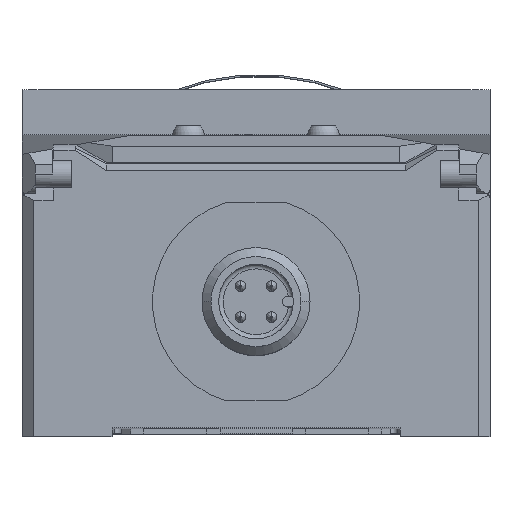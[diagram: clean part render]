
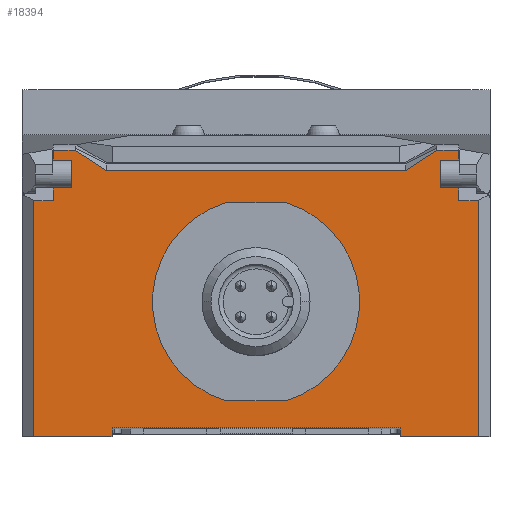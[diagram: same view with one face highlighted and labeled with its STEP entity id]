
A CAD part, top view. The second image highlights one B-rep face of the part: STEP entity #18394.
In plain terms, the highlighted planar face has unit normal (0, 0, 1).
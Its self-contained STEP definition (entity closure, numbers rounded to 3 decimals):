
#129=DIRECTION('',(1.,0.,0.));
#130=VECTOR('',#129,32.);
#131=CARTESIAN_POINT('',(-16.,0.,83.1));
#132=LINE('',#131,#130);
#1003=CARTESIAN_POINT('',(0.,14.,83.1));
#1004=DIRECTION('',(0.,0.,1.));
#1005=DIRECTION('',(0.,1.,0.));
#1006=AXIS2_PLACEMENT_3D('',#1003,#1004,#1005);
#1011=CARTESIAN_POINT('',(0.,14.,83.1));
#1012=DIRECTION('',(0.,0.,1.));
#1013=DIRECTION('',(0.,-1.,0.));
#1014=AXIS2_PLACEMENT_3D('',#1011,#1012,#1013);
#1019=DIRECTION('',(0.,-1.,0.));
#1020=VECTOR('',#1019,1.);
#1021=CARTESIAN_POINT('',(-16.,0.,83.1));
#1022=LINE('',#1021,#1020);
#1026=DIRECTION('',(1.,0.,0.));
#1027=VECTOR('',#1026,2.211);
#1028=CARTESIAN_POINT('',(-24.711,25.256,83.1));
#1029=LINE('',#1028,#1027);
#1033=DIRECTION('',(0.,1.,0.));
#1034=VECTOR('',#1033,1.394);
#1035=CARTESIAN_POINT('',(-22.5,25.256,83.1));
#1036=LINE('',#1035,#1034);
#1040=DIRECTION('',(-1.,0.,0.));
#1041=VECTOR('',#1040,2.);
#1042=CARTESIAN_POINT('',(-20.5,26.65,83.1));
#1043=LINE('',#1042,#1041);
#1047=DIRECTION('',(0.,1.,0.));
#1048=VECTOR('',#1047,3.1);
#1049=CARTESIAN_POINT('',(-20.5,26.65,83.1));
#1050=LINE('',#1049,#1048);
#1054=DIRECTION('',(-1.,0.,0.));
#1055=VECTOR('',#1054,2.);
#1056=CARTESIAN_POINT('',(-20.5,29.75,83.1));
#1057=LINE('',#1056,#1055);
#1061=DIRECTION('',(0.835,-0.55,0.));
#1062=VECTOR('',#1061,4.146);
#1063=CARTESIAN_POINT('',(-20.088,30.825,83.1));
#1064=LINE('',#1063,#1062);
#1068=DIRECTION('',(1.,0.,0.));
#1069=VECTOR('',#1068,33.247);
#1070=CARTESIAN_POINT('',(-16.623,28.546,83.1));
#1071=LINE('',#1070,#1069);
#1075=DIRECTION('',(-0.835,-0.55,0.));
#1076=VECTOR('',#1075,4.146);
#1077=CARTESIAN_POINT('',(20.088,30.825,83.1));
#1078=LINE('',#1077,#1076);
#1082=DIRECTION('',(1.,0.,0.));
#1083=VECTOR('',#1082,2.);
#1084=CARTESIAN_POINT('',(20.5,29.75,83.1));
#1085=LINE('',#1084,#1083);
#1089=DIRECTION('',(0.,1.,0.));
#1090=VECTOR('',#1089,3.1);
#1091=CARTESIAN_POINT('',(20.5,26.65,83.1));
#1092=LINE('',#1091,#1090);
#1096=DIRECTION('',(1.,0.,0.));
#1097=VECTOR('',#1096,2.);
#1098=CARTESIAN_POINT('',(20.5,26.65,83.1));
#1099=LINE('',#1098,#1097);
#1103=DIRECTION('',(0.,1.,0.));
#1104=VECTOR('',#1103,1.394);
#1105=CARTESIAN_POINT('',(22.5,25.256,83.1));
#1106=LINE('',#1105,#1104);
#1110=DIRECTION('',(-1.,0.,0.));
#1111=VECTOR('',#1110,2.211);
#1112=CARTESIAN_POINT('',(24.711,25.256,83.1));
#1113=LINE('',#1112,#1111);
#1117=DIRECTION('',(0.,-1.,0.));
#1118=VECTOR('',#1117,26.256);
#1119=CARTESIAN_POINT('',(24.711,25.256,83.1));
#1120=LINE('',#1119,#1118);
#1896=DIRECTION('',(0.,1.,0.));
#1897=VECTOR('',#1896,1.075);
#1898=CARTESIAN_POINT('',(22.5,29.75,83.1));
#1899=LINE('',#1898,#1897);
#1926=DIRECTION('',(-1.,0.,0.));
#1927=VECTOR('',#1926,2.412);
#1928=CARTESIAN_POINT('',(22.5,30.825,83.1));
#1929=LINE('',#1928,#1927);
#2109=DIRECTION('',(0.,1.,0.));
#2110=VECTOR('',#2109,1.075);
#2111=CARTESIAN_POINT('',(-22.5,29.75,83.1));
#2112=LINE('',#2111,#2110);
#2139=DIRECTION('',(1.,0.,0.));
#2140=VECTOR('',#2139,2.412);
#2141=CARTESIAN_POINT('',(-22.5,30.825,83.1));
#2142=LINE('',#2141,#2140);
#6733=DIRECTION('',(0.,-1.,0.));
#6734=VECTOR('',#6733,26.256);
#6735=CARTESIAN_POINT('',(-24.711,25.256,83.1));
#6736=LINE('',#6735,#6734);
#6859=DIRECTION('',(0.,-1.,0.));
#6860=VECTOR('',#6859,1.);
#6861=CARTESIAN_POINT('',(16.,0.,83.1));
#6862=LINE('',#6861,#6860);
#6901=DIRECTION('',(-1.,0.,0.));
#6902=VECTOR('',#6901,8.711);
#6903=CARTESIAN_POINT('',(24.711,-1.,83.1));
#6904=LINE('',#6903,#6902);
#6964=DIRECTION('',(-1.,0.,0.));
#6965=VECTOR('',#6964,8.711);
#6966=CARTESIAN_POINT('',(-16.,-1.,83.1));
#6967=LINE('',#6966,#6965);
#15276=CARTESIAN_POINT('',(22.5,30.825,83.1));
#15278=VERTEX_POINT('',#15276);
#15290=CARTESIAN_POINT('',(16.623,28.546,83.1));
#15291=VERTEX_POINT('',#15290);
#15296=CARTESIAN_POINT('',(20.088,30.825,83.1));
#15297=VERTEX_POINT('',#15296);
#15302=CARTESIAN_POINT('',(20.5,26.65,83.1));
#15303=CARTESIAN_POINT('',(20.5,29.75,83.1));
#15304=VERTEX_POINT('',#15302);
#15305=VERTEX_POINT('',#15303);
#15306=CARTESIAN_POINT('',(22.5,29.75,83.1));
#15307=VERTEX_POINT('',#15306);
#15314=CARTESIAN_POINT('',(22.5,25.256,83.1));
#15315=CARTESIAN_POINT('',(22.5,26.65,83.1));
#15316=VERTEX_POINT('',#15314);
#15317=VERTEX_POINT('',#15315);
#15324=CARTESIAN_POINT('',(-22.5,30.825,83.1));
#15326=VERTEX_POINT('',#15324);
#15338=CARTESIAN_POINT('',(-16.623,28.546,83.1));
#15339=VERTEX_POINT('',#15338);
#15344=CARTESIAN_POINT('',(-20.088,30.825,83.1));
#15345=VERTEX_POINT('',#15344);
#15350=CARTESIAN_POINT('',(-20.5,26.65,83.1));
#15351=CARTESIAN_POINT('',(-20.5,29.75,83.1));
#15352=VERTEX_POINT('',#15350);
#15353=VERTEX_POINT('',#15351);
#15354=CARTESIAN_POINT('',(-22.5,29.75,83.1));
#15355=VERTEX_POINT('',#15354);
#15362=CARTESIAN_POINT('',(-22.5,25.256,83.1));
#15363=CARTESIAN_POINT('',(-22.5,26.65,83.1));
#15364=VERTEX_POINT('',#15362);
#15365=VERTEX_POINT('',#15363);
#15608=CARTESIAN_POINT('',(0.,23.19,83.1));
#15609=CARTESIAN_POINT('',(0.,4.81,83.1));
#15610=VERTEX_POINT('',#15608);
#15611=VERTEX_POINT('',#15609);
#15904=CARTESIAN_POINT('',(24.711,25.256,83.1));
#15905=VERTEX_POINT('',#15904);
#15906=CARTESIAN_POINT('',(-24.711,25.256,83.1));
#15907=VERTEX_POINT('',#15906);
#15922=CARTESIAN_POINT('',(24.711,-1.,83.1));
#15923=VERTEX_POINT('',#15922);
#15924=CARTESIAN_POINT('',(16.,-1.,83.1));
#15925=VERTEX_POINT('',#15924);
#15929=CARTESIAN_POINT('',(-16.,-1.,83.1));
#15931=VERTEX_POINT('',#15929);
#15932=CARTESIAN_POINT('',(-24.711,-1.,83.1));
#15933=VERTEX_POINT('',#15932);
#15944=CARTESIAN_POINT('',(16.,0.,83.1));
#15946=VERTEX_POINT('',#15944);
#15948=CARTESIAN_POINT('',(-16.,0.,83.1));
#15950=VERTEX_POINT('',#15948);
#18334=CARTESIAN_POINT('',(-26.,0.,83.1));
#18335=DIRECTION('',(0.,0.,1.));
#18336=DIRECTION('',(1.,0.,0.));
#18337=AXIS2_PLACEMENT_3D('',#18334,#18335,#18336);
#18338=PLANE('',#18337);
#18339=ORIENTED_EDGE('',*,*,#17999,.F.);
#18341=ORIENTED_EDGE('',*,*,#18340,.T.);
#18343=ORIENTED_EDGE('',*,*,#18342,.T.);
#18345=ORIENTED_EDGE('',*,*,#18344,.F.);
#18347=ORIENTED_EDGE('',*,*,#18346,.T.);
#18349=ORIENTED_EDGE('',*,*,#18348,.T.);
#18351=ORIENTED_EDGE('',*,*,#18350,.F.);
#18353=ORIENTED_EDGE('',*,*,#18352,.T.);
#18355=ORIENTED_EDGE('',*,*,#18354,.T.);
#18357=ORIENTED_EDGE('',*,*,#18356,.T.);
#18359=ORIENTED_EDGE('',*,*,#18358,.T.);
#18361=ORIENTED_EDGE('',*,*,#18360,.T.);
#18363=ORIENTED_EDGE('',*,*,#18362,.T.);
#18365=ORIENTED_EDGE('',*,*,#18364,.F.);
#18367=ORIENTED_EDGE('',*,*,#18366,.F.);
#18369=ORIENTED_EDGE('',*,*,#18368,.F.);
#18371=ORIENTED_EDGE('',*,*,#18370,.F.);
#18373=ORIENTED_EDGE('',*,*,#18372,.F.);
#18375=ORIENTED_EDGE('',*,*,#18374,.T.);
#18377=ORIENTED_EDGE('',*,*,#18376,.F.);
#18379=ORIENTED_EDGE('',*,*,#18378,.F.);
#18381=ORIENTED_EDGE('',*,*,#18380,.T.);
#18383=ORIENTED_EDGE('',*,*,#18382,.T.);
#18385=ORIENTED_EDGE('',*,*,#18384,.F.);
#18386=EDGE_LOOP('',(#18339,#18341,#18343,#18345,#18347,#18349,#18351,#18353,
#18355,#18357,#18359,#18361,#18363,#18365,#18367,#18369,#18371,#18373,#18375,
#18377,#18379,#18381,#18383,#18385));
#18387=FACE_OUTER_BOUND('',#18386,.F.);
#18389=ORIENTED_EDGE('',*,*,#18388,.T.);
#18391=ORIENTED_EDGE('',*,*,#18390,.T.);
#18392=EDGE_LOOP('',(#18389,#18391));
#18393=FACE_BOUND('',#18392,.F.);
#18394=ADVANCED_FACE('',(#18387,#18393),#18338,.T.);
#1007=CIRCLE('',#1006,9.19);
#1015=CIRCLE('',#1014,9.19);
#17999=EDGE_CURVE('',#15950,#15946,#132,.T.);
#18340=EDGE_CURVE('',#15950,#15931,#1022,.T.);
#18342=EDGE_CURVE('',#15931,#15933,#6967,.T.);
#18344=EDGE_CURVE('',#15907,#15933,#6736,.T.);
#18346=EDGE_CURVE('',#15907,#15364,#1029,.T.);
#18348=EDGE_CURVE('',#15364,#15365,#1036,.T.);
#18350=EDGE_CURVE('',#15352,#15365,#1043,.T.);
#18352=EDGE_CURVE('',#15352,#15353,#1050,.T.);
#18354=EDGE_CURVE('',#15353,#15355,#1057,.T.);
#18356=EDGE_CURVE('',#15355,#15326,#2112,.T.);
#18358=EDGE_CURVE('',#15326,#15345,#2142,.T.);
#18360=EDGE_CURVE('',#15345,#15339,#1064,.T.);
#18362=EDGE_CURVE('',#15339,#15291,#1071,.T.);
#18364=EDGE_CURVE('',#15297,#15291,#1078,.T.);
#18366=EDGE_CURVE('',#15278,#15297,#1929,.T.);
#18368=EDGE_CURVE('',#15307,#15278,#1899,.T.);
#18370=EDGE_CURVE('',#15305,#15307,#1085,.T.);
#18372=EDGE_CURVE('',#15304,#15305,#1092,.T.);
#18374=EDGE_CURVE('',#15304,#15317,#1099,.T.);
#18376=EDGE_CURVE('',#15316,#15317,#1106,.T.);
#18378=EDGE_CURVE('',#15905,#15316,#1113,.T.);
#18380=EDGE_CURVE('',#15905,#15923,#1120,.T.);
#18382=EDGE_CURVE('',#15923,#15925,#6904,.T.);
#18384=EDGE_CURVE('',#15946,#15925,#6862,.T.);
#18388=EDGE_CURVE('',#15610,#15611,#1007,.T.);
#18390=EDGE_CURVE('',#15611,#15610,#1015,.T.);
